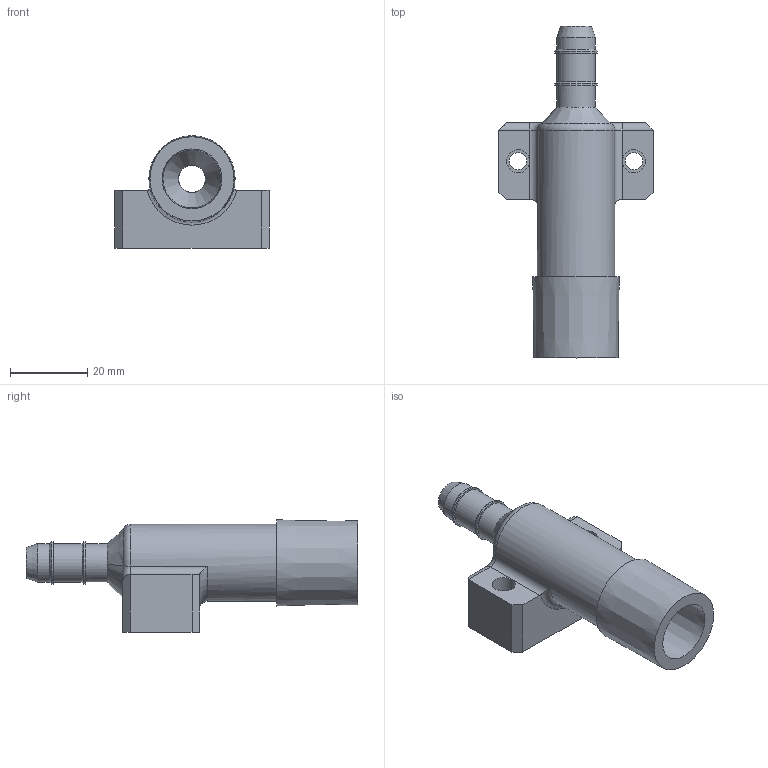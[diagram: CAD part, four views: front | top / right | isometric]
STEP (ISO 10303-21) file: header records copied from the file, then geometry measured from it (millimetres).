
FILE_DESCRIPTION(/* description */ (''),/* implementation_level */ '2;1');
FILE_NAME(/* name */ 'connecteur_exterieur_sans_pression.step',/* time_stamp */ '2020-04-07T11:31:21+02:00',/* author */ (''),/* organization */ (''),/* preprocessor_version */ 'ST-DEVELOPER v18',/* originating_system */ 'Autodesk Translation Framework v8.12.0.6',/* authorisation */ '');
FILE_SCHEMA (('AUTOMOTIVE_DESIGN { 1 0 10303 214 3 1 1 }'));
Length unit declared in the file: millimetre
Products named in the file (1): connecteur_exterieur_sans_pression_normé
Bounding box: 40 x 86 x 29.18 mm (x, y, z)
Volume: 24307.1 mm3; surface area: 10572.3 mm2
Topology: 1 solids, 1 shells, 50 faces, 116 edges, 74 vertices
Faces by surface type: plane 19, cylinder 16, cone 8, torus 4, bspline 3
Full cylindrical faces by diameter (mm): 4.5 x2, 6 x2, 7 x1, 10 x3, 11 x2, 15.083 x1, 20 x1
Entity records: 1580 total; most frequent: CARTESIAN_POINT 369, DIRECTION 257, ORIENTED_EDGE 232, EDGE_CURVE 116, AXIS2_PLACEMENT_3D 102, VERTEX_POINT 74, EDGE_LOOP 62, LINE 53
